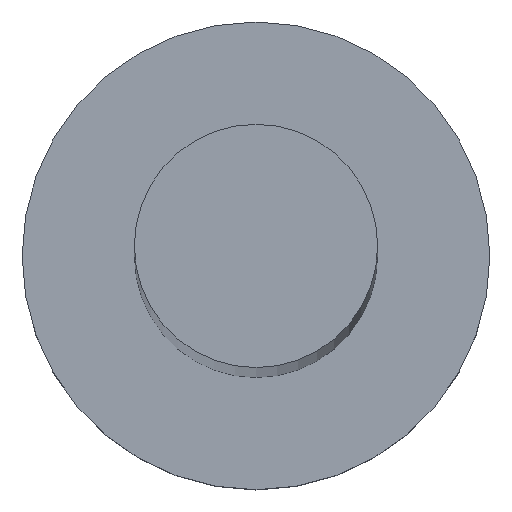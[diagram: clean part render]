
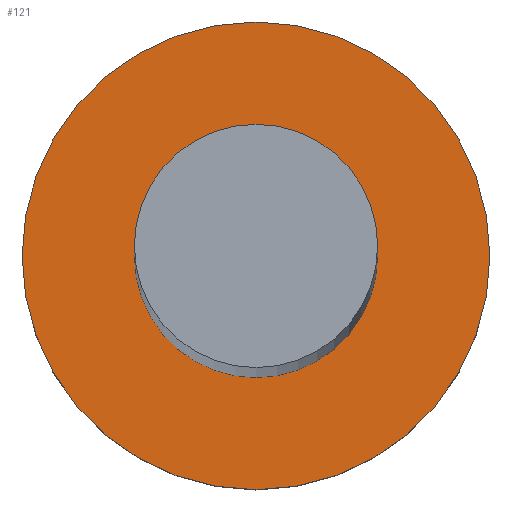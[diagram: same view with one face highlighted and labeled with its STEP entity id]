
A CAD part, top view. The second image highlights one B-rep face of the part: STEP entity #121.
In plain terms, the highlighted planar face has unit normal (0, 0, 1).
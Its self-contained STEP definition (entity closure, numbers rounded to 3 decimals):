
#11 = VERTEX_POINT ( 'NONE', #219 ) ;
#20 = AXIS2_PLACEMENT_3D ( 'NONE', #104, #28, #138 ) ;
#21 = CARTESIAN_POINT ( 'NONE',  ( 0., 0., 3. ) ) ;
#26 = CARTESIAN_POINT ( 'NONE',  ( -5., 0., 3. ) ) ;
#28 = DIRECTION ( 'NONE',  ( 0., 0., 1. ) ) ;
#33 = CARTESIAN_POINT ( 'NONE',  ( 0., 0., 3. ) ) ;
#35 = CARTESIAN_POINT ( 'NONE',  ( 2.6, 0., 3. ) ) ;
#40 = DIRECTION ( 'NONE',  ( 0., 0., 1. ) ) ;
#44 = EDGE_CURVE ( 'NONE', #11, #102, #49, .T. ) ;
#49 = CIRCLE ( 'NONE', #195, 2.6 ) ;
#50 = AXIS2_PLACEMENT_3D ( 'NONE', #21, #78, #55 ) ;
#55 = DIRECTION ( 'NONE',  ( 1., 0., 0. ) ) ;
#58 = DIRECTION ( 'NONE',  ( 1., 0., 0. ) ) ;
#64 = PLANE ( 'NONE',  #50 ) ;
#78 = DIRECTION ( 'NONE',  ( 0., 0., 1. ) ) ;
#81 = EDGE_CURVE ( 'NONE', #228, #236, #225, .T. ) ;
#88 = DIRECTION ( 'NONE',  ( 0., 0., 1. ) ) ;
#100 = EDGE_LOOP ( 'NONE', ( #184, #243 ) ) ;
#102 = VERTEX_POINT ( 'NONE', #35 ) ;
#104 = CARTESIAN_POINT ( 'NONE',  ( 0., 0., 3. ) ) ;
#105 = DIRECTION ( 'NONE',  ( 1., 0., 0. ) ) ;
#109 = CIRCLE ( 'NONE', #193, 2.6 ) ;
#110 = FACE_BOUND ( 'NONE', #127, .T. ) ;
#121 = ADVANCED_FACE ( 'NONE', ( #110, #213 ), #64, .T. ) ;
#127 = EDGE_LOOP ( 'NONE', ( #150, #149 ) ) ;
#128 = CIRCLE ( 'NONE', #20, 5. ) ;
#138 = DIRECTION ( 'NONE',  ( 1., 0., 0. ) ) ;
#149 = ORIENTED_EDGE ( 'NONE', *, *, #245, .F. ) ;
#150 = ORIENTED_EDGE ( 'NONE', *, *, #44, .F. ) ;
#165 = AXIS2_PLACEMENT_3D ( 'NONE', #33, #180, #58 ) ;
#174 = DIRECTION ( 'NONE',  ( 1., 0., 0. ) ) ;
#176 = CARTESIAN_POINT ( 'NONE',  ( 5., 0., 3. ) ) ;
#178 = CARTESIAN_POINT ( 'NONE',  ( 0., 0., 3. ) ) ;
#180 = DIRECTION ( 'NONE',  ( 0., 0., 1. ) ) ;
#184 = ORIENTED_EDGE ( 'NONE', *, *, #81, .T. ) ;
#193 = AXIS2_PLACEMENT_3D ( 'NONE', #199, #88, #105 ) ;
#195 = AXIS2_PLACEMENT_3D ( 'NONE', #178, #40, #174 ) ;
#199 = CARTESIAN_POINT ( 'NONE',  ( 0., 0., 3. ) ) ;
#213 = FACE_OUTER_BOUND ( 'NONE', #100, .T. ) ;
#219 = CARTESIAN_POINT ( 'NONE',  ( -2.6, 0., 3. ) ) ;
#225 = CIRCLE ( 'NONE', #165, 5. ) ;
#228 = VERTEX_POINT ( 'NONE', #26 ) ;
#231 = EDGE_CURVE ( 'NONE', #236, #228, #128, .T. ) ;
#236 = VERTEX_POINT ( 'NONE', #176 ) ;
#243 = ORIENTED_EDGE ( 'NONE', *, *, #231, .T. ) ;
#245 = EDGE_CURVE ( 'NONE', #102, #11, #109, .T. ) ;
